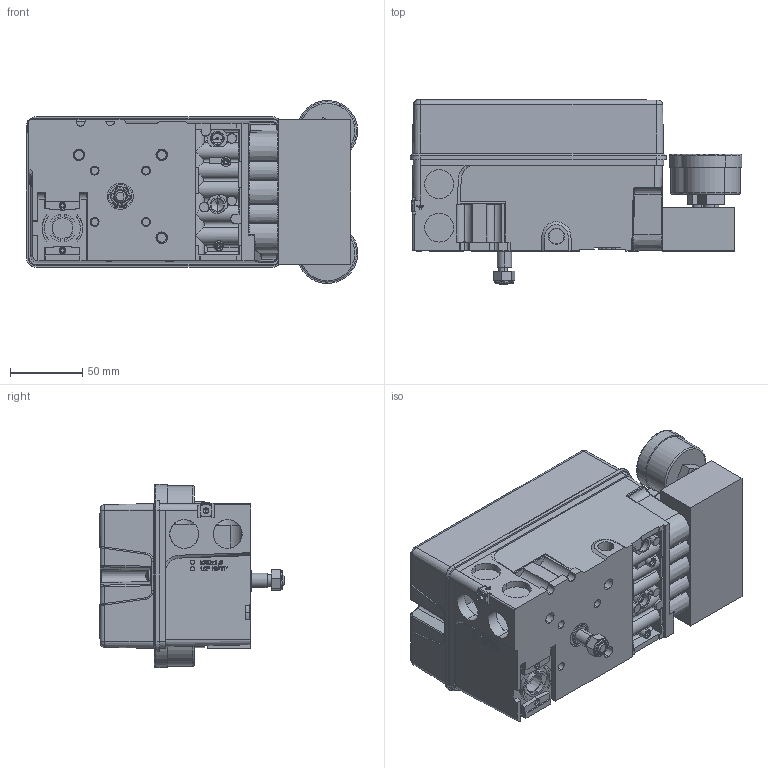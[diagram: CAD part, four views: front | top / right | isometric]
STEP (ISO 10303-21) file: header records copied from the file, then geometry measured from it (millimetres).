
FILE_DESCRIPTION (( 'STEP AP214' ), '1' );
FILE_NAME ('D30DHG2-U39PVB-U5T0MN.STEP', '2016-03-02T12:31:43', ( '' ), ( '' ), 'SwSTEP 2.0', 'SolidWorks 2015', '' );
FILE_SCHEMA (( 'AUTOMOTIVE_DESIGN' ));
Length unit declared in the file: millimetre
Products named in the file (14): D4-940r3_D4-940M; Nya locket fyllt-skal; D4-001 r10-Fylld.r2_2 electrical conduits; D30DHG2-U39PVB-U5T0MN; L廛m.DIN 985-A2 M8x1 (D-spindel mutter); D20-23_rev0; 29363; Spindle bearing 10x14x10; D4-005_39; D30-Manometer-Release_For_solid; Manometr40 LRWmm r2_Valor predeterminado; D4-As940r1; O-ring 2mm_13; MC6S A4-SS 2343 M8_50
Assembly tree (18 placements, depth 4):
  D30DHG2-U39PVB-U5T0MN
    D4-001 r10-Fylld.r2_2 electrical conduits
    Nya locket fyllt-skal
    D30-Manometer-Release_For_solid
      D4-As940r1
        D4-940r3_D4-940M
        MC6S A4-SS 2343 M8_50  x2
        O-ring 2mm_13  x3
      Manometr40 LRWmm r2_Valor predeterminado  x3
    D4-005_39
    Spindle bearing 10x14x10
    29363
    D20-23_rev0
    L廛m.DIN 985-A2 M8x1 (D-spindel mutter)
Bounding box: 228.93 x 127.7 x 126.43 mm (x, y, z)
Volume: 1214709.3 mm3; surface area: 210959.8 mm2
Topology: 21 solids, 26 shells, 2738 faces, 6867 edges, 4469 vertices
Faces by surface type: plane 1600, cylinder 435, bspline 410, cone 250, torus 40, sphere 3
Entity records: 79489 total; most frequent: CARTESIAN_POINT 27690, ORIENTED_EDGE 9916, DIRECTION 8634, EDGE_CURVE 4985, VERTEX_POINT 3249, LINE 2988, VECTOR 2988, AXIS2_PLACEMENT_3D 2823
